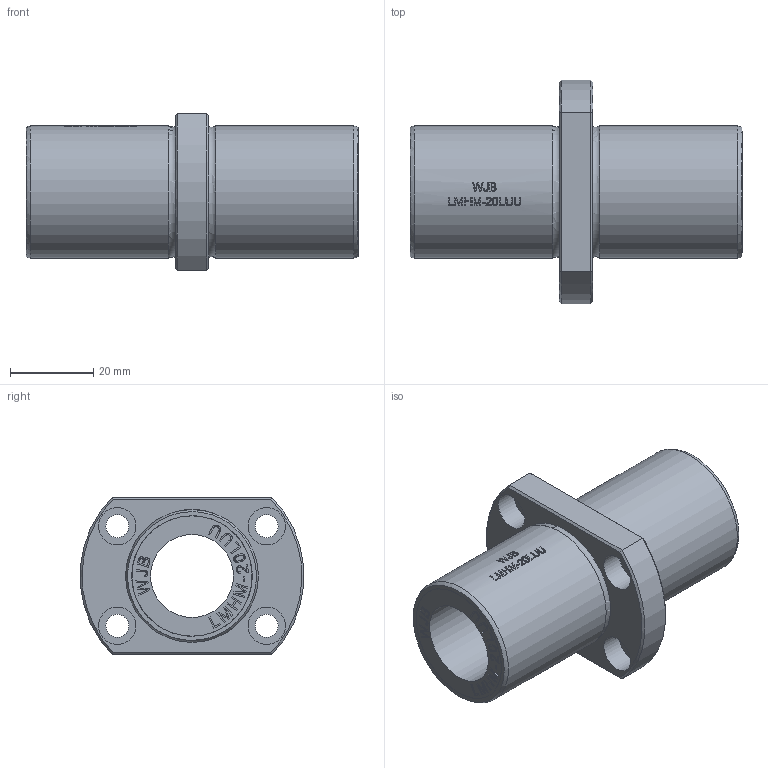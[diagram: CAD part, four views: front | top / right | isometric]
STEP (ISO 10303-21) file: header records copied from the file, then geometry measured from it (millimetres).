
FILE_DESCRIPTION(/* description */ (''),/* implementation_level */ '2;1');
FILE_NAME(/* name */ 'WJB-LMHM-20LUU.stp',/* time_stamp */ '2019-01-27T12:01:45+08:00',/* author */ (''),/* organization */ (''),/* preprocessor_version */ 'ST-DEVELOPER v11',/* originating_system */ 'SIEMENS UGS NX 6.0',/* authorisation */ '');
FILE_SCHEMA (('AUTOMOTIVE_DESIGN { 1 0 10303 214 1 1 1 1 }'));
Length unit declared in the file: millimetre
Products named in the file (1): ROCKE321z097
Bounding box: 80 x 53.8 x 38 mm (x, y, z)
Volume: 45838 mm3; surface area: 17202.3 mm2
Topology: 1 solids, 1 shells, 399 faces, 1035 edges, 694 vertices
Faces by surface type: plane 267, extrusion 93, cylinder 31, cone 4, torus 4
Full cylindrical faces by diameter (mm): 5.5 x4, 9 x4, 20 x1, 29 x2, 32 x2
Entity records: 15246 total; most frequent: CARTESIAN_POINT 6148, ORIENTED_EDGE 2020, DIRECTION 1451, EDGE_CURVE 1010, VERTEX_POINT 686, VECTOR 625, LINE 532, EDGE_LOOP 482
